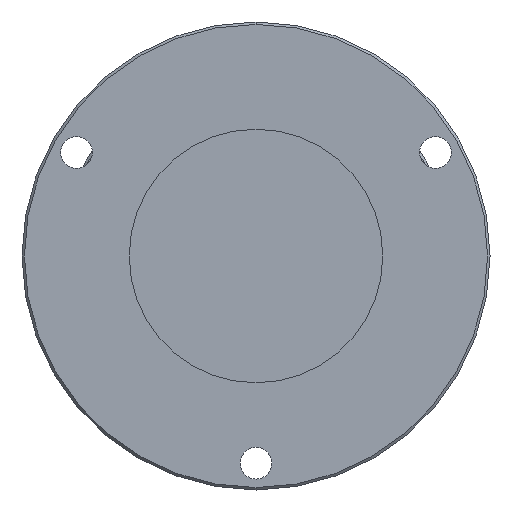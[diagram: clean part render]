
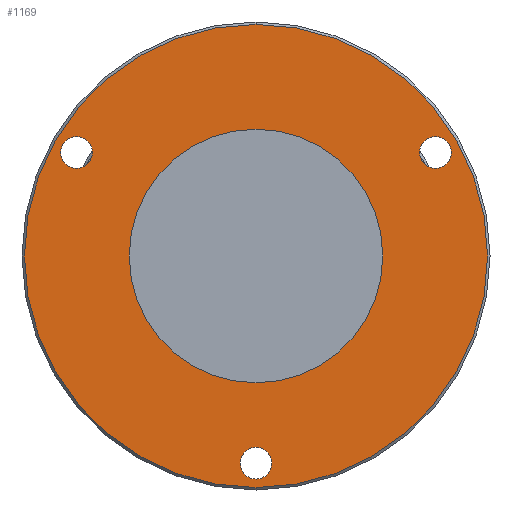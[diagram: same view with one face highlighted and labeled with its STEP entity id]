
A CAD part, front view. The second image highlights one B-rep face of the part: STEP entity #1169.
In plain terms, the highlighted planar face has unit normal (0, -1, 0).
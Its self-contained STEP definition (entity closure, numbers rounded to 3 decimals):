
#118 = EDGE_CURVE ( 'NONE', #5505, #8880, #18052, .T. ) ;
#810 = CIRCLE ( 'NONE', #19471, 3.25 ) ;
#852 = FACE_BOUND ( 'NONE', #16294, .T. ) ;
#1169 = ADVANCED_FACE ( 'NONE', ( #10807, #14902, #16909, #4839, #852 ), #21041, .F. ) ;
#1263 = CIRCLE ( 'NONE', #16081, 3.25 ) ;
#1341 = DIRECTION ( 'NONE',  ( 0., 0., -1. ) ) ;
#1388 = AXIS2_PLACEMENT_3D ( 'NONE', #25692, #23447, #9507 ) ;
#1475 = CARTESIAN_POINT ( 'NONE',  ( -115.5, 0., -47.5 ) ) ;
#1690 = ORIENTED_EDGE ( 'NONE', *, *, #22228, .T. ) ;
#1743 = CARTESIAN_POINT ( 'NONE',  ( -115.5, 0., -45.75 ) ) ;
#1884 = CARTESIAN_POINT ( 'NONE',  ( -78.694, 0., 24.5 ) ) ;
#2025 = EDGE_LOOP ( 'NONE', ( #1690, #16215 ) ) ;
#3469 = DIRECTION ( 'NONE',  ( 0., 1., 0. ) ) ;
#3689 = DIRECTION ( 'NONE',  ( 0., -1., 0. ) ) ;
#3848 = EDGE_LOOP ( 'NONE', ( #15288, #10495 ) ) ;
#4223 = CARTESIAN_POINT ( 'NONE',  ( -115.5, 0., 25.5 ) ) ;
#4294 = VERTEX_POINT ( 'NONE', #1743 ) ;
#4839 = FACE_OUTER_BOUND ( 'NONE', #2025, .T. ) ;
#4972 = DIRECTION ( 'NONE',  ( 0., -1., 0. ) ) ;
#5106 = DIRECTION ( 'NONE',  ( 0., 0., -1. ) ) ;
#5132 = CARTESIAN_POINT ( 'NONE',  ( -152.306, 0., 24.5 ) ) ;
#5505 = VERTEX_POINT ( 'NONE', #15778 ) ;
#5925 = VERTEX_POINT ( 'NONE', #19976 ) ;
#6462 = DIRECTION ( 'NONE',  ( 0., -1., 0. ) ) ;
#6535 = DIRECTION ( 'NONE',  ( 0., 0., -1. ) ) ;
#6577 = CIRCLE ( 'NONE', #9978, 47.5 ) ;
#6594 = AXIS2_PLACEMENT_3D ( 'NONE', #8513, #20345, #8244 ) ;
#7015 = EDGE_CURVE ( 'NONE', #5925, #4294, #810, .T. ) ;
#7759 = DIRECTION ( 'NONE',  ( 0., -1., 0. ) ) ;
#7866 = CARTESIAN_POINT ( 'NONE',  ( -78.694, 0., 21.25 ) ) ;
#8137 = DIRECTION ( 'NONE',  ( 0., 0., -1. ) ) ;
#8244 = DIRECTION ( 'NONE',  ( 0., 0., -1. ) ) ;
#8347 = CIRCLE ( 'NONE', #15549, 3.25 ) ;
#8381 = DIRECTION ( 'NONE',  ( 0., -1., 0. ) ) ;
#8513 = CARTESIAN_POINT ( 'NONE',  ( -152.306, 0., 21.25 ) ) ;
#8667 = ORIENTED_EDGE ( 'NONE', *, *, #118, .F. ) ;
#8850 = ORIENTED_EDGE ( 'NONE', *, *, #16672, .F. ) ;
#8880 = VERTEX_POINT ( 'NONE', #5132 ) ;
#9086 = VERTEX_POINT ( 'NONE', #15131 ) ;
#9127 = EDGE_LOOP ( 'NONE', ( #20516, #16627 ) ) ;
#9456 = AXIS2_PLACEMENT_3D ( 'NONE', #20354, #10788, #18896 ) ;
#9507 = DIRECTION ( 'NONE',  ( 0., 0., -1. ) ) ;
#9978 = AXIS2_PLACEMENT_3D ( 'NONE', #10016, #7759, #8137 ) ;
#9984 = EDGE_CURVE ( 'NONE', #17090, #13223, #16641, .T. ) ;
#10016 = CARTESIAN_POINT ( 'NONE',  ( -115.5, 0., 0. ) ) ;
#10243 = DIRECTION ( 'NONE',  ( 0., 0., -1. ) ) ;
#10495 = ORIENTED_EDGE ( 'NONE', *, *, #23696, .F. ) ;
#10723 = CIRCLE ( 'NONE', #9456, 25.5 ) ;
#10788 = DIRECTION ( 'NONE',  ( 0., -1., 0. ) ) ;
#10807 = FACE_BOUND ( 'NONE', #9127, .T. ) ;
#11185 = EDGE_CURVE ( 'NONE', #9086, #12810, #12707, .T. ) ;
#11196 = EDGE_CURVE ( 'NONE', #4294, #5925, #1263, .T. ) ;
#11788 = DIRECTION ( 'NONE',  ( 0., 0., -1. ) ) ;
#12707 = CIRCLE ( 'NONE', #17372, 3.25 ) ;
#12810 = VERTEX_POINT ( 'NONE', #1884 ) ;
#12924 = CARTESIAN_POINT ( 'NONE',  ( -115.5, 0., -42.5 ) ) ;
#13223 = VERTEX_POINT ( 'NONE', #1475 ) ;
#13406 = ORIENTED_EDGE ( 'NONE', *, *, #20902, .F. ) ;
#13845 = CARTESIAN_POINT ( 'NONE',  ( -115.5, 0., -25.5 ) ) ;
#14084 = DIRECTION ( 'NONE',  ( 0., -1., 0. ) ) ;
#14902 = FACE_BOUND ( 'NONE', #3848, .T. ) ;
#15131 = CARTESIAN_POINT ( 'NONE',  ( -78.694, 0., 18. ) ) ;
#15288 = ORIENTED_EDGE ( 'NONE', *, *, #11185, .F. ) ;
#15549 = AXIS2_PLACEMENT_3D ( 'NONE', #7866, #14084, #10243 ) ;
#15778 = CARTESIAN_POINT ( 'NONE',  ( -152.306, 0., 18. ) ) ;
#16081 = AXIS2_PLACEMENT_3D ( 'NONE', #12924, #4972, #5106 ) ;
#16215 = ORIENTED_EDGE ( 'NONE', *, *, #9984, .T. ) ;
#16294 = EDGE_LOOP ( 'NONE', ( #8850, #17377 ) ) ;
#16457 = CIRCLE ( 'NONE', #24523, 25.5 ) ;
#16552 = CARTESIAN_POINT ( 'NONE',  ( -115.5, 0., 0. ) ) ;
#16627 = ORIENTED_EDGE ( 'NONE', *, *, #7015, .F. ) ;
#16641 = CIRCLE ( 'NONE', #1388, 47.5 ) ;
#16672 = EDGE_CURVE ( 'NONE', #26255, #17122, #16457, .T. ) ;
#16909 = FACE_BOUND ( 'NONE', #24657, .T. ) ;
#17090 = VERTEX_POINT ( 'NONE', #25793 ) ;
#17122 = VERTEX_POINT ( 'NONE', #13845 ) ;
#17372 = AXIS2_PLACEMENT_3D ( 'NONE', #20505, #22370, #18379 ) ;
#17377 = ORIENTED_EDGE ( 'NONE', *, *, #18985, .F. ) ;
#18052 = CIRCLE ( 'NONE', #6594, 3.25 ) ;
#18379 = DIRECTION ( 'NONE',  ( 0., 0., -1. ) ) ;
#18896 = DIRECTION ( 'NONE',  ( 0., 0., 1. ) ) ;
#18902 = CARTESIAN_POINT ( 'NONE',  ( -115.5, 0., -42.5 ) ) ;
#18985 = EDGE_CURVE ( 'NONE', #17122, #26255, #10723, .T. ) ;
#19471 = AXIS2_PLACEMENT_3D ( 'NONE', #18902, #8381, #6535 ) ;
#19976 = CARTESIAN_POINT ( 'NONE',  ( -115.5, 0., -39.25 ) ) ;
#20345 = DIRECTION ( 'NONE',  ( 0., -1., 0. ) ) ;
#20354 = CARTESIAN_POINT ( 'NONE',  ( -115.5, 0., 0. ) ) ;
#20505 = CARTESIAN_POINT ( 'NONE',  ( -78.694, 0., 21.25 ) ) ;
#20516 = ORIENTED_EDGE ( 'NONE', *, *, #11196, .F. ) ;
#20902 = EDGE_CURVE ( 'NONE', #8880, #5505, #21388, .T. ) ;
#21041 = PLANE ( 'NONE',  #21995 ) ;
#21164 = CARTESIAN_POINT ( 'NONE',  ( -115.5, 0., -25.5 ) ) ;
#21388 = CIRCLE ( 'NONE', #24766, 3.25 ) ;
#21995 = AXIS2_PLACEMENT_3D ( 'NONE', #21164, #3469, #1341 ) ;
#22013 = CARTESIAN_POINT ( 'NONE',  ( -152.306, 0., 21.25 ) ) ;
#22228 = EDGE_CURVE ( 'NONE', #13223, #17090, #6577, .T. ) ;
#22370 = DIRECTION ( 'NONE',  ( 0., -1., 0. ) ) ;
#23447 = DIRECTION ( 'NONE',  ( 0., -1., 0. ) ) ;
#23696 = EDGE_CURVE ( 'NONE', #12810, #9086, #8347, .T. ) ;
#24523 = AXIS2_PLACEMENT_3D ( 'NONE', #16552, #6462, #24650 ) ;
#24650 = DIRECTION ( 'NONE',  ( 0., 0., 1. ) ) ;
#24657 = EDGE_LOOP ( 'NONE', ( #8667, #13406 ) ) ;
#24766 = AXIS2_PLACEMENT_3D ( 'NONE', #22013, #3689, #11788 ) ;
#25692 = CARTESIAN_POINT ( 'NONE',  ( -115.5, 0., 0. ) ) ;
#25793 = CARTESIAN_POINT ( 'NONE',  ( -115.5, 0., 47.5 ) ) ;
#26255 = VERTEX_POINT ( 'NONE', #4223 ) ;
